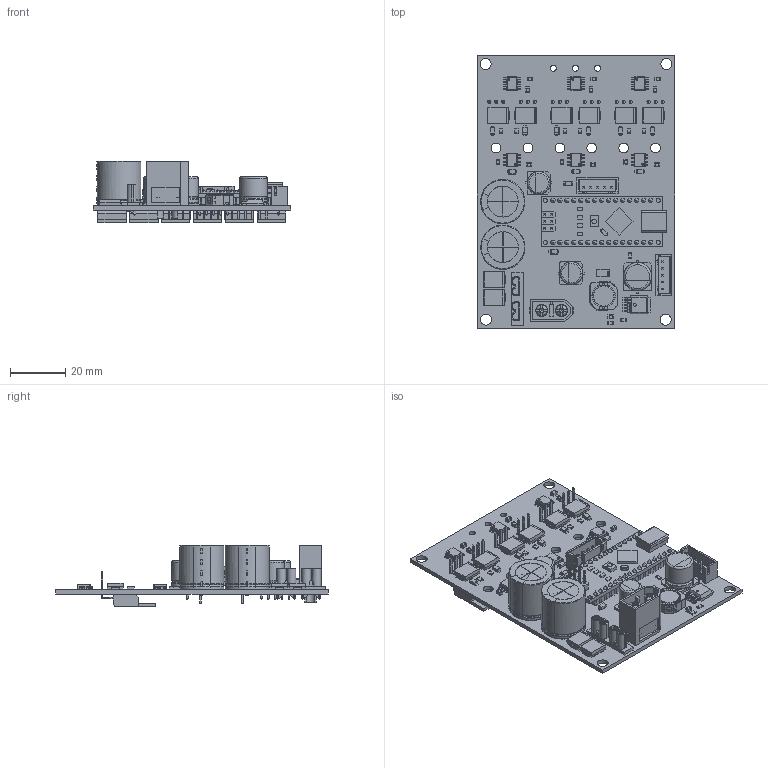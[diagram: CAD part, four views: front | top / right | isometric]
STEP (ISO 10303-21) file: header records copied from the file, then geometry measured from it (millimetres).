
FILE_DESCRIPTION(('KiCad electronic assembly'),'2;1');
FILE_NAME('Inverter.step','2025-04-22T03:50:13',('Pcbnew'),('Kicad'), 'Open CASCADE STEP processor 7.8','KiCad to STEP converter','Unknown' );
FILE_SCHEMA(('AUTOMOTIVE_DESIGN { 1 0 10303 214 1 1 1 1 }'));
Length unit declared in the file: millimetre
Products named in the file (24): Inverter 1; JST_XH_B5B-XH-A_1x05_P2.50mm_Vertical; D_SMC; Nexperia_CFP3_SOD-123W; Inverter 1.4.1; C_0805_2012Metric; R_0805_2012Metric; SOIC-8_3.9x4.9mm_P1.27mm; CP_Radial_D16.0mm_P7.50mm; CDRH104RNP-150NC; CP_Elec_8x10.5; 3522-2; Arduino_Nano; TO-252-5_TabPin3; Inverter 1.34.1; D_SMA; CP_Elec_10x10.5; AMASS_XT60-M_1x02_P7.2mm_Vertical; 1206L035YR; Body; solidIntersect; Terminal; TO-220-3_Horizontal_TabUp; Inverter_PCB
Assembly tree (82 placements, depth 3):
  Inverter 1
    JST_XH_B5B-XH-A_1x05_P2.50mm_Vertical  x2
    D_SMC  x8
    Nexperia_CFP3_SOD-123W  x11
      Inverter 1.4.1
    C_0805_2012Metric  x13
    R_0805_2012Metric  x18
    SOIC-8_3.9x4.9mm_P1.27mm  x6
    CP_Radial_D16.0mm_P7.50mm  x2
    CDRH104RNP-150NC
    CP_Elec_8x10.5  x2
    3522-2
    Arduino_Nano
    TO-252-5_TabPin3
      Inverter 1.34.1
    D_SMA
    CP_Elec_10x10.5
    AMASS_XT60-M_1x02_P7.2mm_Vertical
    1206L035YR
      Body
      solidIntersect
      Terminal
    TO-220-3_Horizontal_TabUp  x6
    Inverter_PCB
Bounding box: 71.4 x 98.65 x 22.14 mm (x, y, z)
Volume: 27010.9 mm3; surface area: 33891.6 mm2
Topology: 130 solids, 132 shells, 5094 faces, 12858 edges, 8217 vertices
Faces by surface type: plane 2959, bspline 1261, cylinder 825, torus 24, revolution 15, cone 10
Full cylindrical faces by diameter (mm): 0.6 x6, 0.9 x4, 0.95 x10, 1 x31, 1.1 x18, 1.2 x4, 2.2 x3, 2.59 x4, 3 x2, 3.5 x6, 3.735 x6, 4.011 x4, 4.3 x4, 4.5 x2, 6 x2, 8 x4, 10 x2
Entity records: 77171 total; most frequent: CARTESIAN_POINT 19553, ORIENTED_EDGE 11130, DIRECTION 6757, EDGE_CURVE 5565, VERTEX_POINT 3583, LINE 2597, VECTOR 2597, FACE_BOUND 2532
